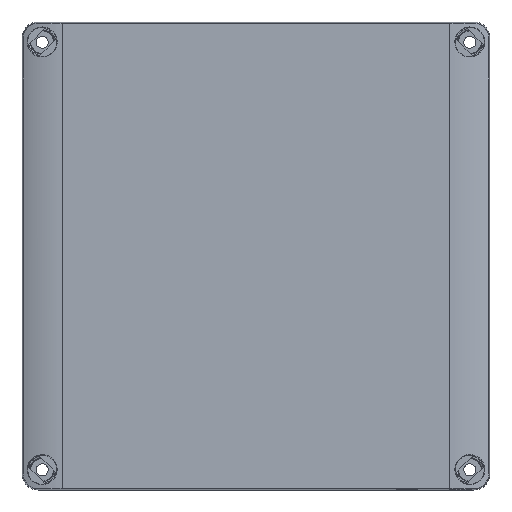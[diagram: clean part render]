
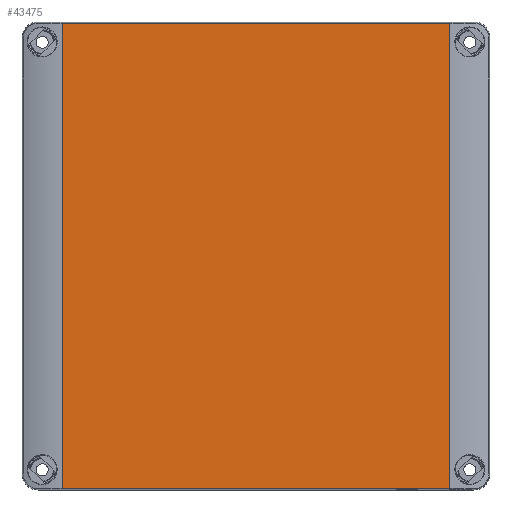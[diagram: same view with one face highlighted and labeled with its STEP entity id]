
A CAD part, top view. The second image highlights one B-rep face of the part: STEP entity #43475.
In plain terms, the highlighted planar face has unit normal (0, 0, 1).
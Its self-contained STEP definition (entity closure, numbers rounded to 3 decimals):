
#40106=DIRECTION('',(1.,0.,0.));
#40107=VECTOR('',#40106,145.);
#40108=CARTESIAN_POINT('',(-72.5,-87.064,25.));
#40109=LINE('',#40108,#40107);
#40258=DIRECTION('',(0.,1.,0.));
#40259=VECTOR('',#40258,174.127);
#40260=CARTESIAN_POINT('',(72.5,-87.064,25.));
#40261=LINE('',#40260,#40259);
#40354=DIRECTION('',(1.,0.,0.));
#40355=VECTOR('',#40354,145.);
#40356=CARTESIAN_POINT('',(-72.5,87.064,25.));
#40357=LINE('',#40356,#40355);
#40367=DIRECTION('',(0.,1.,0.));
#40368=VECTOR('',#40367,174.127);
#40369=CARTESIAN_POINT('',(-72.5,-87.064,25.));
#40370=LINE('',#40369,#40368);
#42997=CARTESIAN_POINT('',(-72.5,-87.064,25.));
#42998=CARTESIAN_POINT('',(72.5,-87.064,25.));
#42999=VERTEX_POINT('',#42997);
#43000=VERTEX_POINT('',#42998);
#43001=CARTESIAN_POINT('',(-72.5,87.064,25.));
#43002=CARTESIAN_POINT('',(72.5,87.064,25.));
#43003=VERTEX_POINT('',#43001);
#43004=VERTEX_POINT('',#43002);
#43463=CARTESIAN_POINT('',(-72.5,-87.5,25.));
#43464=DIRECTION('',(0.,0.,1.));
#43465=DIRECTION('',(1.,0.,0.));
#43466=AXIS2_PLACEMENT_3D('',#43463,#43464,#43465);
#43467=PLANE('',#43466);
#43468=ORIENTED_EDGE('',*,*,#43332,.F.);
#43470=ORIENTED_EDGE('',*,*,#43469,.T.);
#43471=ORIENTED_EDGE('',*,*,#43452,.T.);
#43472=ORIENTED_EDGE('',*,*,#43411,.F.);
#43473=EDGE_LOOP('',(#43468,#43470,#43471,#43472));
#43474=FACE_OUTER_BOUND('',#43473,.F.);
#43475=ADVANCED_FACE('',(#43474),#43467,.T.);
#43332=EDGE_CURVE('',#42999,#43000,#40109,.T.);
#43411=EDGE_CURVE('',#43000,#43004,#40261,.T.);
#43452=EDGE_CURVE('',#43003,#43004,#40357,.T.);
#43469=EDGE_CURVE('',#42999,#43003,#40370,.T.);
